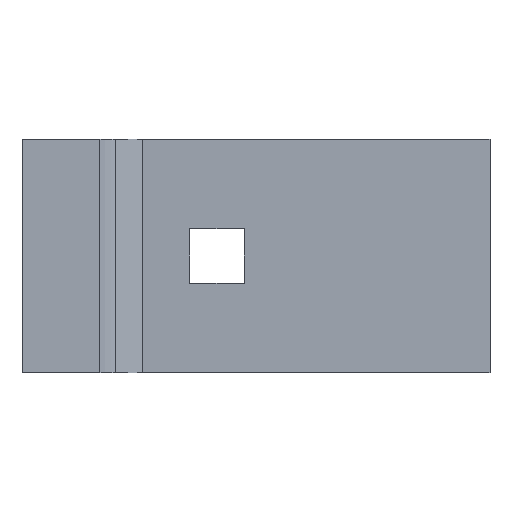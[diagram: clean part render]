
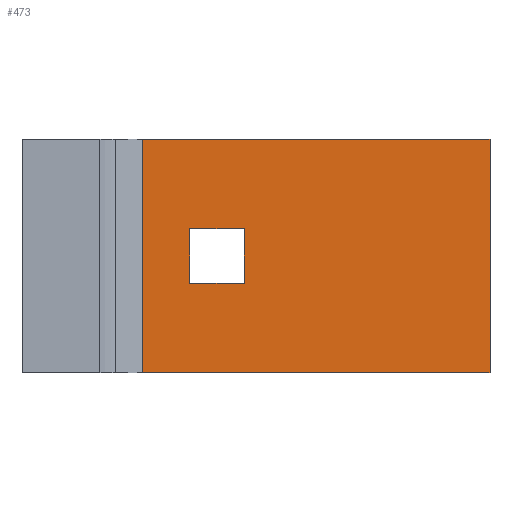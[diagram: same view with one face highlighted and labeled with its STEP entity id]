
A CAD part, front view. The second image highlights one B-rep face of the part: STEP entity #473.
In plain terms, the highlighted planar face has unit normal (0, -1, 0).
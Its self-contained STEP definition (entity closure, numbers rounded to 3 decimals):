
#18 = FACE_OUTER_BOUND ( 'NONE', #164, .T. ) ;
#21 = FACE_BOUND ( 'NONE', #153, .T. ) ;
#79 = VECTOR ( 'NONE', #723, 1000. ) ;
#81 = VECTOR ( 'NONE', #727, 1000. ) ;
#82 = LINE ( 'NONE', #724, #79 ) ;
#83 = VECTOR ( 'NONE', #729, 1000. ) ;
#85 = VECTOR ( 'NONE', #733, 1000. ) ;
#86 = LINE ( 'NONE', #732, #83 ) ;
#87 = VECTOR ( 'NONE', #737, 1000. ) ;
#88 = LINE ( 'NONE', #735, #85 ) ;
#89 = VECTOR ( 'NONE', #743, 1000. ) ;
#90 = LINE ( 'NONE', #738, #87 ) ;
#91 = VECTOR ( 'NONE', #744, 1000. ) ;
#92 = LINE ( 'NONE', #755, #81 ) ;
#94 = LINE ( 'NONE', #746, #91 ) ;
#97 = VECTOR ( 'NONE', #489, 1000. ) ;
#98 = LINE ( 'NONE', #490, #89 ) ;
#100 = LINE ( 'NONE', #760, #97 ) ;
#153 = EDGE_LOOP ( 'NONE', ( #221, #222, #223, #225 ) ) ;
#164 = EDGE_LOOP ( 'NONE', ( #230, #234, #239, #242 ) ) ;
#170 = VERTEX_POINT ( 'NONE', #618 ) ;
#207 = VERTEX_POINT ( 'NONE', #493 ) ;
#221 = ORIENTED_EDGE ( 'NONE', *, *, #431, .T. ) ;
#222 = ORIENTED_EDGE ( 'NONE', *, *, #432, .T. ) ;
#223 = ORIENTED_EDGE ( 'NONE', *, *, #433, .T. ) ;
#225 = ORIENTED_EDGE ( 'NONE', *, *, #434, .T. ) ;
#230 = ORIENTED_EDGE ( 'NONE', *, *, #428, .T. ) ;
#234 = ORIENTED_EDGE ( 'NONE', *, *, #435, .F. ) ;
#239 = ORIENTED_EDGE ( 'NONE', *, *, #436, .F. ) ;
#242 = ORIENTED_EDGE ( 'NONE', *, *, #437, .T. ) ;
#250 = VERTEX_POINT ( 'NONE', #576 ) ;
#287 = VERTEX_POINT ( 'NONE', #747 ) ;
#290 = VERTEX_POINT ( 'NONE', #591 ) ;
#294 = VERTEX_POINT ( 'NONE', #763 ) ;
#308 = VERTEX_POINT ( 'NONE', #748 ) ;
#310 = VERTEX_POINT ( 'NONE', #741 ) ;
#386 = AXIS2_PLACEMENT_3D ( 'NONE', #630, #620, #617 ) ;
#428 = EDGE_CURVE ( 'NONE', #308, #287, #100, .T. ) ;
#431 = EDGE_CURVE ( 'NONE', #310, #170, #94, .T. ) ;
#432 = EDGE_CURVE ( 'NONE', #170, #294, #98, .T. ) ;
#433 = EDGE_CURVE ( 'NONE', #294, #250, #90, .T. ) ;
#434 = EDGE_CURVE ( 'NONE', #250, #310, #88, .T. ) ;
#435 = EDGE_CURVE ( 'NONE', #290, #287, #86, .T. ) ;
#436 = EDGE_CURVE ( 'NONE', #207, #290, #92, .T. ) ;
#437 = EDGE_CURVE ( 'NONE', #207, #308, #82, .T. ) ;
#473 = ADVANCED_FACE ( 'NONE', ( #21, #18 ), #626, .F. ) ;
#489 = DIRECTION ( 'NONE',  ( 1., 0., 0. ) ) ;
#490 = CARTESIAN_POINT ( 'NONE',  ( 28.502, 2.5, 3.5 ) ) ;
#493 = CARTESIAN_POINT ( 'NONE',  ( 15.405, 2.5, 15. ) ) ;
#576 = CARTESIAN_POINT ( 'NONE',  ( 21.502, 2.5, -3.5 ) ) ;
#591 = CARTESIAN_POINT ( 'NONE',  ( 60.002, 2.5, 15. ) ) ;
#617 = DIRECTION ( 'NONE',  ( -1., 0., 0. ) ) ;
#618 = CARTESIAN_POINT ( 'NONE',  ( 28.502, 2.5, 3.5 ) ) ;
#620 = DIRECTION ( 'NONE',  ( 0., 1., 0. ) ) ;
#626 = PLANE ( 'NONE',  #386 ) ;
#630 = CARTESIAN_POINT ( 'NONE',  ( 15.405, 2.5, 15. ) ) ;
#723 = DIRECTION ( 'NONE',  ( 0., 0., -1. ) ) ;
#724 = CARTESIAN_POINT ( 'NONE',  ( 15.405, 2.5, 15. ) ) ;
#727 = DIRECTION ( 'NONE',  ( 1., 0., 0. ) ) ;
#729 = DIRECTION ( 'NONE',  ( 0., 0., -1. ) ) ;
#732 = CARTESIAN_POINT ( 'NONE',  ( 60.002, 2.5, 15. ) ) ;
#733 = DIRECTION ( 'NONE',  ( 0., 0., 1. ) ) ;
#735 = CARTESIAN_POINT ( 'NONE',  ( 21.502, 2.5, 3.5 ) ) ;
#737 = DIRECTION ( 'NONE',  ( -1., 0., 0. ) ) ;
#738 = CARTESIAN_POINT ( 'NONE',  ( 21.502, 2.5, -3.5 ) ) ;
#741 = CARTESIAN_POINT ( 'NONE',  ( 21.502, 2.5, 3.5 ) ) ;
#743 = DIRECTION ( 'NONE',  ( 0., 0., -1. ) ) ;
#744 = DIRECTION ( 'NONE',  ( 1., 0., 0. ) ) ;
#746 = CARTESIAN_POINT ( 'NONE',  ( 21.502, 2.5, 3.5 ) ) ;
#747 = CARTESIAN_POINT ( 'NONE',  ( 60.002, 2.5, -15. ) ) ;
#748 = CARTESIAN_POINT ( 'NONE',  ( 15.405, 2.5, -15. ) ) ;
#755 = CARTESIAN_POINT ( 'NONE',  ( 15.405, 2.5, 15. ) ) ;
#760 = CARTESIAN_POINT ( 'NONE',  ( 15.405, 2.5, -15. ) ) ;
#763 = CARTESIAN_POINT ( 'NONE',  ( 28.502, 2.5, -3.5 ) ) ;
